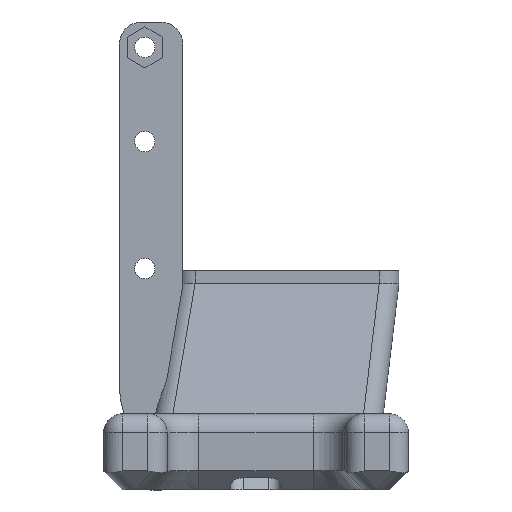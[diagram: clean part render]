
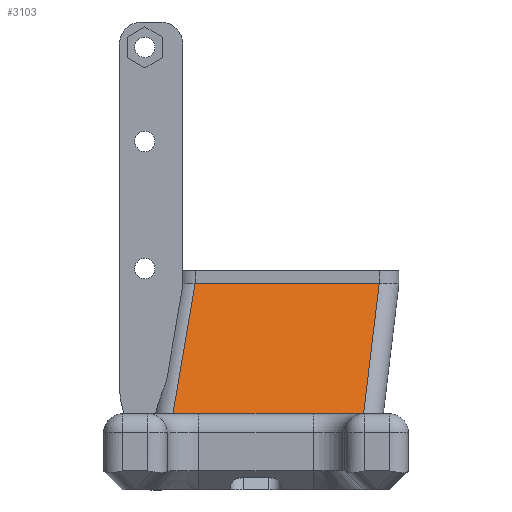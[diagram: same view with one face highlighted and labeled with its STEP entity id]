
A CAD part, left-side view. The second image highlights one B-rep face of the part: STEP entity #3103.
In plain terms, the highlighted planar face has unit normal (-0.971, 0, 0.239).
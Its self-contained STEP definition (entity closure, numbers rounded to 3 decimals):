
#204=FACE_OUTER_BOUND('',#383,.T.);
#383=EDGE_LOOP('',(#2530,#2531,#2532,#2533,#2534,#2535,#2536,#2537));
#641=LINE('',#4569,#908);
#647=LINE('',#4601,#914);
#800=LINE('',#5437,#1067);
#802=LINE('',#5448,#1069);
#803=LINE('',#5457,#1070);
#804=LINE('',#5458,#1071);
#908=VECTOR('',#3590,10.);
#914=VECTOR('',#3614,10.);
#1067=VECTOR('',#4043,10.);
#1069=VECTOR('',#4047,10.);
#1070=VECTOR('',#4048,10.);
#1071=VECTOR('',#4049,10.);
#1179=B_SPLINE_CURVE_WITH_KNOTS('',3,(#5450,#5451,#5452,#5453,#5454,#5455),
 .UNSPECIFIED.,.F.,.F.,(4,2,4),(0.,0.058,
0.083),.UNSPECIFIED.);
#1180=B_SPLINE_CURVE_WITH_KNOTS('',3,(#5459,#5460,#5461,#5462,#5463,#5464),
 .UNSPECIFIED.,.F.,.F.,(4,2,4),(3.646,3.67,3.729),
 .UNSPECIFIED.);
#1261=VERTEX_POINT('',#4565);
#1263=VERTEX_POINT('',#4568);
#1274=VERTEX_POINT('',#4600);
#1439=VERTEX_POINT('',#5432);
#1440=VERTEX_POINT('',#5446);
#1441=VERTEX_POINT('',#5447);
#1442=VERTEX_POINT('',#5449);
#1443=VERTEX_POINT('',#5456);
#1569=EDGE_CURVE('',#1261,#1263,#641,.T.);
#1582=EDGE_CURVE('',#1263,#1274,#647,.T.);
#1833=EDGE_CURVE('',#1439,#1274,#800,.T.);
#1835=EDGE_CURVE('',#1440,#1441,#802,.F.);
#1836=EDGE_CURVE('',#1442,#1440,#1179,.F.);
#1837=EDGE_CURVE('',#1443,#1442,#803,.T.);
#1838=EDGE_CURVE('',#1439,#1443,#804,.T.);
#1839=EDGE_CURVE('',#1441,#1261,#1180,.F.);
#2530=ORIENTED_EDGE('',*,*,#1835,.F.);
#2531=ORIENTED_EDGE('',*,*,#1836,.F.);
#2532=ORIENTED_EDGE('',*,*,#1837,.F.);
#2533=ORIENTED_EDGE('',*,*,#1838,.F.);
#2534=ORIENTED_EDGE('',*,*,#1833,.T.);
#2535=ORIENTED_EDGE('',*,*,#1582,.F.);
#2536=ORIENTED_EDGE('',*,*,#1569,.F.);
#2537=ORIENTED_EDGE('',*,*,#1839,.F.);
#2979=PLANE('',#3375);
#3103=ADVANCED_FACE('',(#204),#2979,.T.);
#3375=AXIS2_PLACEMENT_3D('',#5445,#4045,#4046);
#3590=DIRECTION('',(0.,1.,0.));
#3614=DIRECTION('',(0.236,-0.163,0.958));
#4043=DIRECTION('',(0.,1.,0.));
#4045=DIRECTION('center_axis',(-0.971,0.,0.239));
#4046=DIRECTION('ref_axis',(0.239,0.,0.971));
#4047=DIRECTION('',(0.,-1.,0.));
#4048=DIRECTION('',(0.,1.,0.));
#4049=DIRECTION('',(-0.237,0.116,-0.965));
#4565=CARTESIAN_POINT('',(16.951,9.881,-38.821));
#4568=CARTESIAN_POINT('',(16.951,13.072,-38.821));
#4569=CARTESIAN_POINT('',(16.951,-11.25,-38.821));
#4600=CARTESIAN_POINT('',(22.,9.579,-18.293));
#4601=CARTESIAN_POINT('',(22.56,9.191,-16.016));
#5432=CARTESIAN_POINT('',(22.,-19.392,-18.293));
#5437=CARTESIAN_POINT('',(22.,-22.5,-18.293));
#5445=CARTESIAN_POINT('Origin',(22.,-22.5,-18.293));
#5446=CARTESIAN_POINT('',(16.951,-9.,-38.821));
#5447=CARTESIAN_POINT('',(16.951,9.,-38.821));
#5448=CARTESIAN_POINT('',(16.951,0.,-38.821));
#5449=CARTESIAN_POINT('',(16.951,-9.881,-38.821));
#5450=CARTESIAN_POINT('Ctrl Pts',(16.951,-9.,-38.821));
#5451=CARTESIAN_POINT('Ctrl Pts',(16.951,-9.194,-38.821));
#5452=CARTESIAN_POINT('Ctrl Pts',(16.951,-9.428,-38.821));
#5453=CARTESIAN_POINT('Ctrl Pts',(16.951,-9.703,-38.821));
#5454=CARTESIAN_POINT('Ctrl Pts',(16.951,-9.8,-38.821));
#5455=CARTESIAN_POINT('Ctrl Pts',(16.951,-9.881,-38.821));
#5456=CARTESIAN_POINT('',(16.951,-16.928,-38.821));
#5457=CARTESIAN_POINT('',(16.951,-11.25,-38.821));
#5458=CARTESIAN_POINT('',(22.768,-19.767,-15.172));
#5459=CARTESIAN_POINT('Ctrl Pts',(16.951,9.881,-38.821));
#5460=CARTESIAN_POINT('Ctrl Pts',(16.951,9.8,-38.821));
#5461=CARTESIAN_POINT('Ctrl Pts',(16.951,9.703,-38.821));
#5462=CARTESIAN_POINT('Ctrl Pts',(16.951,9.428,-38.821));
#5463=CARTESIAN_POINT('Ctrl Pts',(16.951,9.194,-38.821));
#5464=CARTESIAN_POINT('Ctrl Pts',(16.951,9.,-38.821));
